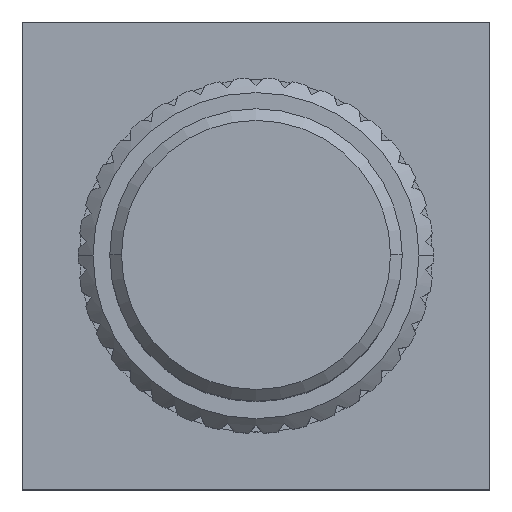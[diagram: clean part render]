
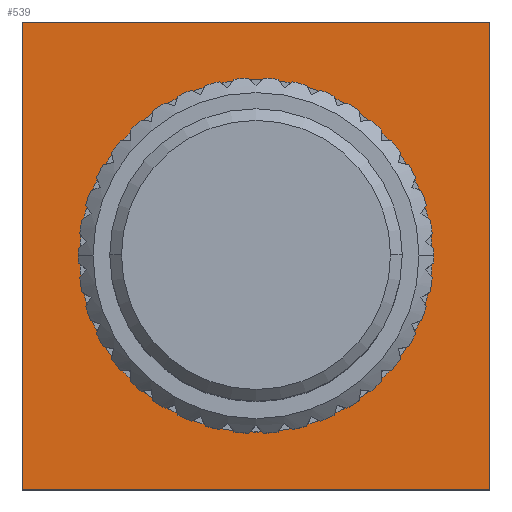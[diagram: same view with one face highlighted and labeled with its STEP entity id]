
A CAD part, top view. The second image highlights one B-rep face of the part: STEP entity #539.
In plain terms, the highlighted planar face has unit normal (0, 0, 1).
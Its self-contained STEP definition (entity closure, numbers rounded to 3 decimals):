
#323 = DIRECTION ( 'NONE',  ( 0., 1., 0. ) ) ;
#346 = DIRECTION ( 'NONE',  ( -1., 0., 0. ) ) ;
#402 = VECTOR ( 'NONE', #346, 1000. ) ;
#452 = CARTESIAN_POINT ( 'NONE',  ( 8., 8., 2. ) ) ;
#539 = ADVANCED_FACE ( 'NONE', ( #3501, #4546 ), #3637, .T. ) ;
#734 = AXIS2_PLACEMENT_3D ( 'NONE', #1959, #3040, #4145 ) ;
#891 = EDGE_CURVE ( 'NONE', #1840, #7177, #4298, .T. ) ;
#893 = DIRECTION ( 'NONE',  ( 1., 0., 0. ) ) ;
#1129 = EDGE_CURVE ( 'NONE', #3943, #5636, #6852, .T. ) ;
#1455 = EDGE_CURVE ( 'NONE', #5636, #4836, #4451, .T. ) ;
#1489 = EDGE_LOOP ( 'NONE', ( #3767, #5973 ) ) ;
#1599 = ORIENTED_EDGE ( 'NONE', *, *, #5929, .T. ) ;
#1840 = VERTEX_POINT ( 'NONE', #3046 ) ;
#1922 = CARTESIAN_POINT ( 'NONE',  ( -8., -8., 2. ) ) ;
#1959 = CARTESIAN_POINT ( 'NONE',  ( 0., 0., 2. ) ) ;
#2192 = VECTOR ( 'NONE', #7240, 1000. ) ;
#2303 = VECTOR ( 'NONE', #893, 1000. ) ;
#2437 = EDGE_CURVE ( 'NONE', #7177, #1840, #6208, .T. ) ;
#3040 = DIRECTION ( 'NONE',  ( 0., 0., 1. ) ) ;
#3046 = CARTESIAN_POINT ( 'NONE',  ( 6.025, 0., 2. ) ) ;
#3501 = FACE_OUTER_BOUND ( 'NONE', #7090, .T. ) ;
#3637 = PLANE ( 'NONE',  #6709 ) ;
#3683 = LINE ( 'NONE', #7071, #4900 ) ;
#3767 = ORIENTED_EDGE ( 'NONE', *, *, #2437, .F. ) ;
#3943 = VERTEX_POINT ( 'NONE', #452 ) ;
#4145 = DIRECTION ( 'NONE',  ( 1., 0., 0. ) ) ;
#4159 = DIRECTION ( 'NONE',  ( 0., 0., 1. ) ) ;
#4298 = CIRCLE ( 'NONE', #5395, 6.025 ) ;
#4451 = LINE ( 'NONE', #4958, #2192 ) ;
#4546 = FACE_BOUND ( 'NONE', #1489, .T. ) ;
#4572 = ORIENTED_EDGE ( 'NONE', *, *, #1455, .T. ) ;
#4609 = CARTESIAN_POINT ( 'NONE',  ( 0., 0., 2. ) ) ;
#4652 = ORIENTED_EDGE ( 'NONE', *, *, #7060, .T. ) ;
#4836 = VERTEX_POINT ( 'NONE', #1922 ) ;
#4900 = VECTOR ( 'NONE', #323, 1000. ) ;
#4958 = CARTESIAN_POINT ( 'NONE',  ( -8., 8., 2. ) ) ;
#5166 = DIRECTION ( 'NONE',  ( 0., 0., 1. ) ) ;
#5253 = CARTESIAN_POINT ( 'NONE',  ( -8., -8., 2. ) ) ;
#5269 = CARTESIAN_POINT ( 'NONE',  ( 0., 0., 2. ) ) ;
#5385 = ORIENTED_EDGE ( 'NONE', *, *, #1129, .T. ) ;
#5395 = AXIS2_PLACEMENT_3D ( 'NONE', #4609, #5166, #5744 ) ;
#5636 = VERTEX_POINT ( 'NONE', #7295 ) ;
#5744 = DIRECTION ( 'NONE',  ( 1., 0., 0. ) ) ;
#5929 = EDGE_CURVE ( 'NONE', #4836, #7112, #6591, .T. ) ;
#5973 = ORIENTED_EDGE ( 'NONE', *, *, #891, .F. ) ;
#6208 = CIRCLE ( 'NONE', #734, 6.025 ) ;
#6533 = CARTESIAN_POINT ( 'NONE',  ( -6.025, 0., 2. ) ) ;
#6591 = LINE ( 'NONE', #5253, #2303 ) ;
#6709 = AXIS2_PLACEMENT_3D ( 'NONE', #5269, #4159, #6919 ) ;
#6852 = LINE ( 'NONE', #7065, #402 ) ;
#6919 = DIRECTION ( 'NONE',  ( 1., 0., 0. ) ) ;
#7004 = CARTESIAN_POINT ( 'NONE',  ( 8., -8., 2. ) ) ;
#7060 = EDGE_CURVE ( 'NONE', #7112, #3943, #3683, .T. ) ;
#7065 = CARTESIAN_POINT ( 'NONE',  ( -8., 8., 2. ) ) ;
#7071 = CARTESIAN_POINT ( 'NONE',  ( 8., 8., 2. ) ) ;
#7090 = EDGE_LOOP ( 'NONE', ( #4652, #5385, #4572, #1599 ) ) ;
#7112 = VERTEX_POINT ( 'NONE', #7004 ) ;
#7177 = VERTEX_POINT ( 'NONE', #6533 ) ;
#7240 = DIRECTION ( 'NONE',  ( 0., -1., 0. ) ) ;
#7295 = CARTESIAN_POINT ( 'NONE',  ( -8., 8., 2. ) ) ;
